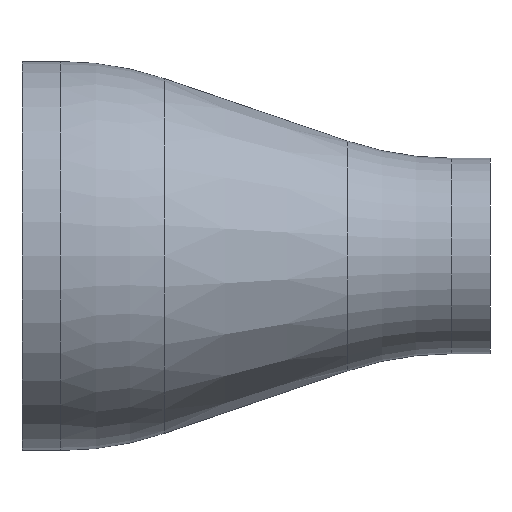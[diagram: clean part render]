
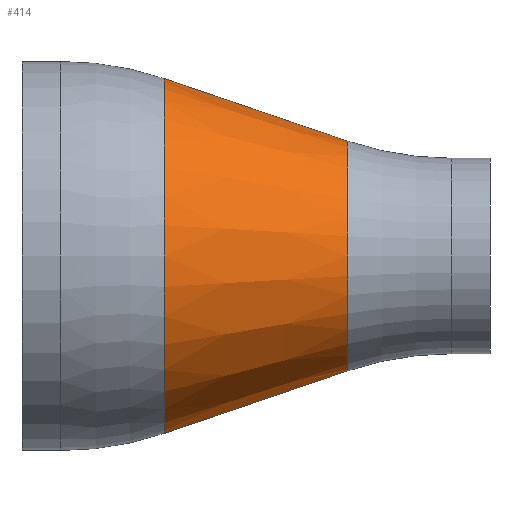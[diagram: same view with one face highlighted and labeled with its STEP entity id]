
A CAD part, front view. The second image highlights one B-rep face of the part: STEP entity #414.
In plain terms, the highlighted conical face has half-angle 18.795 degrees and reference radius 12.516 mm.
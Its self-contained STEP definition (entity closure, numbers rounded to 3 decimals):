
#5 = VECTOR ( 'NONE', #228, 1000. ) ;
#21 = EDGE_CURVE ( 'NONE', #501, #517, #232, .T. ) ;
#73 = VECTOR ( 'NONE', #87, 1000. ) ;
#87 = DIRECTION ( 'NONE',  ( -0.947, 0., -0.322 ) ) ;
#90 = ORIENTED_EDGE ( 'NONE', *, *, #431, .T. ) ;
#119 = DIRECTION ( 'NONE',  ( 0., 0., 1. ) ) ;
#133 = ORIENTED_EDGE ( 'NONE', *, *, #21, .F. ) ;
#179 = CARTESIAN_POINT ( 'NONE',  ( 10.016, 0., 12.516 ) ) ;
#183 = DIRECTION ( 'NONE',  ( -1., 0., 0. ) ) ;
#185 = FACE_OUTER_BOUND ( 'NONE', #610, .T. ) ;
#189 = CARTESIAN_POINT ( 'NONE',  ( 10.016, 0., -12.516 ) ) ;
#200 = CARTESIAN_POINT ( 'NONE',  ( 10.016, 0., -12.516 ) ) ;
#205 = VERTEX_POINT ( 'NONE', #247 ) ;
#228 = DIRECTION ( 'NONE',  ( -0.947, 0., 0.322 ) ) ;
#232 = LINE ( 'NONE', #200, #73 ) ;
#233 = CARTESIAN_POINT ( 'NONE',  ( 10.016, 0., 12.516 ) ) ;
#235 = CARTESIAN_POINT ( 'NONE',  ( 10.016, 0., 0. ) ) ;
#247 = CARTESIAN_POINT ( 'NONE',  ( -10.016, 0., 19.334 ) ) ;
#302 = ORIENTED_EDGE ( 'NONE', *, *, #509, .F. ) ;
#314 = VERTEX_POINT ( 'NONE', #179 ) ;
#326 = DIRECTION ( 'NONE',  ( -1., 0., 0. ) ) ;
#337 = CARTESIAN_POINT ( 'NONE',  ( -10.016, 0., -19.334 ) ) ;
#376 = CARTESIAN_POINT ( 'NONE',  ( -10.016, 0., 0. ) ) ;
#414 = ADVANCED_FACE ( 'NONE', ( #185 ), #633, .T. ) ;
#423 = CIRCLE ( 'NONE', #600, 19.334 ) ;
#424 = DIRECTION ( 'NONE',  ( -1., 0., 0. ) ) ;
#430 = CIRCLE ( 'NONE', #467, 12.516 ) ;
#431 = EDGE_CURVE ( 'NONE', #501, #314, #430, .T. ) ;
#467 = AXIS2_PLACEMENT_3D ( 'NONE', #532, #424, #577 ) ;
#496 = DIRECTION ( 'NONE',  ( 0., 0., 1. ) ) ;
#501 = VERTEX_POINT ( 'NONE', #189 ) ;
#502 = EDGE_CURVE ( 'NONE', #314, #205, #593, .T. ) ;
#509 = EDGE_CURVE ( 'NONE', #517, #205, #423, .T. ) ;
#517 = VERTEX_POINT ( 'NONE', #337 ) ;
#532 = CARTESIAN_POINT ( 'NONE',  ( 10.016, 0., 0. ) ) ;
#559 = AXIS2_PLACEMENT_3D ( 'NONE', #235, #326, #119 ) ;
#577 = DIRECTION ( 'NONE',  ( 0., 0., 1. ) ) ;
#593 = LINE ( 'NONE', #233, #5 ) ;
#600 = AXIS2_PLACEMENT_3D ( 'NONE', #376, #183, #496 ) ;
#610 = EDGE_LOOP ( 'NONE', ( #133, #90, #617, #302 ) ) ;
#617 = ORIENTED_EDGE ( 'NONE', *, *, #502, .T. ) ;
#633 = CONICAL_SURFACE ( 'NONE', #559, 12.516, 0.328 ) ;
